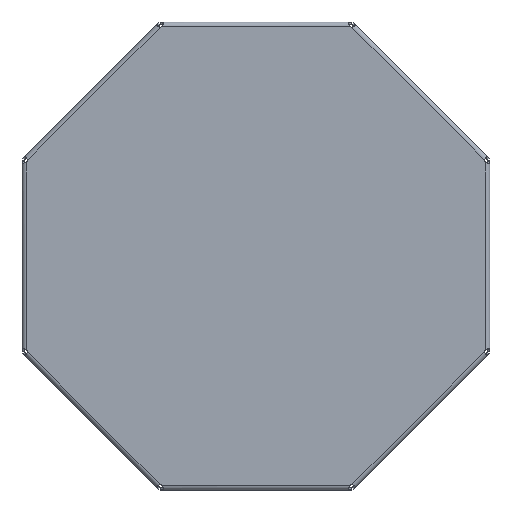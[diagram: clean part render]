
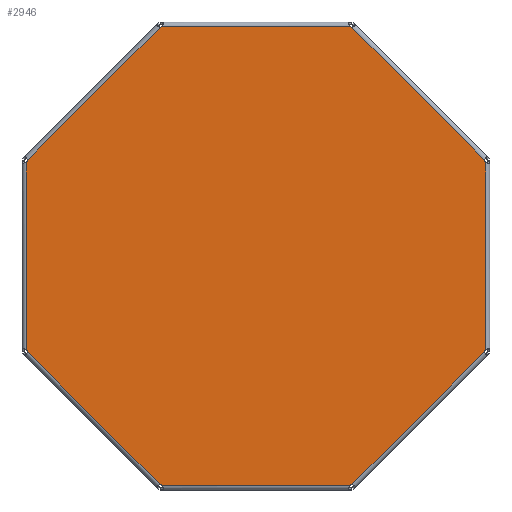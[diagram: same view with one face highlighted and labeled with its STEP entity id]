
A CAD part, top view. The second image highlights one B-rep face of the part: STEP entity #2946.
In plain terms, the highlighted planar face has unit normal (0, 0, 1).
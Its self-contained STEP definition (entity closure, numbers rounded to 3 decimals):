
#1536 = VERTEX_POINT('',#1537);
#1537 = CARTESIAN_POINT('',(-85.562,209.,0.));
#1905 = VERTEX_POINT('',#1906);
#1906 = CARTESIAN_POINT('',(85.562,209.,0.));
#2372 = EDGE_CURVE('',#1905,#1536,#2373,.T.);
#2373 = LINE('',#2374,#2375);
#2374 = CARTESIAN_POINT('',(86.571,209.,0.));
#2375 = VECTOR('',#2376,1.);
#2376 = DIRECTION('',(-1.,0.,0.));
#2390 = VERTEX_POINT('',#2391);
#2391 = CARTESIAN_POINT('',(-85.562,-209.,0.));
#2399 = VERTEX_POINT('',#2400);
#2400 = CARTESIAN_POINT('',(-87.284,-208.286,0.));
#2406 = EDGE_CURVE('',#2390,#2399,#2407,.T.);
#2407 = CIRCLE('',#2408,3.);
#2408 = AXIS2_PLACEMENT_3D('',#2409,#2410,#2411);
#2409 = CARTESIAN_POINT('',(-87.514,-211.278,0.));
#2410 = DIRECTION('',(0.,0.,1.));
#2411 = DIRECTION('',(1.,0.,0.));
#2470 = VERTEX_POINT('',#2471);
#2471 = CARTESIAN_POINT('',(-208.286,-87.284,0.));
#2479 = VERTEX_POINT('',#2480);
#2480 = CARTESIAN_POINT('',(-209.,-85.562,0.));
#2486 = EDGE_CURVE('',#2470,#2479,#2487,.T.);
#2487 = CIRCLE('',#2488,3.);
#2488 = AXIS2_PLACEMENT_3D('',#2489,#2490,#2491);
#2489 = CARTESIAN_POINT('',(-211.278,-87.514,0.));
#2490 = DIRECTION('',(0.,0.,1.));
#2491 = DIRECTION('',(1.,0.,0.));
#2541 = VERTEX_POINT('',#2542);
#2542 = CARTESIAN_POINT('',(-209.,85.562,0.));
#2550 = VERTEX_POINT('',#2551);
#2551 = CARTESIAN_POINT('',(-208.286,87.284,0.));
#2557 = EDGE_CURVE('',#2541,#2550,#2558,.T.);
#2558 = CIRCLE('',#2559,3.);
#2559 = AXIS2_PLACEMENT_3D('',#2560,#2561,#2562);
#2560 = CARTESIAN_POINT('',(-211.278,87.514,0.));
#2561 = DIRECTION('',(0.,0.,1.));
#2562 = DIRECTION('',(1.,0.,0.));
#2621 = VERTEX_POINT('',#2622);
#2622 = CARTESIAN_POINT('',(-87.284,208.286,0.));
#2630 = EDGE_CURVE('',#2621,#1536,#2631,.T.);
#2631 = CIRCLE('',#2632,3.);
#2632 = AXIS2_PLACEMENT_3D('',#2633,#2634,#2635);
#2633 = CARTESIAN_POINT('',(-87.514,211.278,0.));
#2634 = DIRECTION('',(0.,0.,1.));
#2635 = DIRECTION('',(1.,0.,0.));
#2648 = VERTEX_POINT('',#2649);
#2649 = CARTESIAN_POINT('',(87.284,208.286,0.));
#2655 = EDGE_CURVE('',#1905,#2648,#2656,.T.);
#2656 = CIRCLE('',#2657,3.);
#2657 = AXIS2_PLACEMENT_3D('',#2658,#2659,#2660);
#2658 = CARTESIAN_POINT('',(87.514,211.278,0.));
#2659 = DIRECTION('',(0.,0.,1.));
#2660 = DIRECTION('',(1.,0.,0.));
#2719 = VERTEX_POINT('',#2720);
#2720 = CARTESIAN_POINT('',(208.286,87.284,0.));
#2728 = VERTEX_POINT('',#2729);
#2729 = CARTESIAN_POINT('',(209.,85.562,0.));
#2735 = EDGE_CURVE('',#2719,#2728,#2736,.T.);
#2736 = CIRCLE('',#2737,3.);
#2737 = AXIS2_PLACEMENT_3D('',#2738,#2739,#2740);
#2738 = CARTESIAN_POINT('',(211.278,87.514,0.));
#2739 = DIRECTION('',(0.,0.,1.));
#2740 = DIRECTION('',(1.,0.,0.));
#2790 = VERTEX_POINT('',#2791);
#2791 = CARTESIAN_POINT('',(209.,-85.562,0.));
#2799 = VERTEX_POINT('',#2800);
#2800 = CARTESIAN_POINT('',(208.286,-87.284,0.));
#2806 = EDGE_CURVE('',#2790,#2799,#2807,.T.);
#2807 = CIRCLE('',#2808,3.);
#2808 = AXIS2_PLACEMENT_3D('',#2809,#2810,#2811);
#2809 = CARTESIAN_POINT('',(211.278,-87.514,0.));
#2810 = DIRECTION('',(0.,0.,1.));
#2811 = DIRECTION('',(1.,0.,0.));
#2870 = VERTEX_POINT('',#2871);
#2871 = CARTESIAN_POINT('',(87.284,-208.286,0.));
#2879 = VERTEX_POINT('',#2880);
#2880 = CARTESIAN_POINT('',(85.562,-209.,0.));
#2886 = EDGE_CURVE('',#2870,#2879,#2887,.T.);
#2887 = CIRCLE('',#2888,3.);
#2888 = AXIS2_PLACEMENT_3D('',#2889,#2890,#2891);
#2889 = CARTESIAN_POINT('',(87.514,-211.278,0.));
#2890 = DIRECTION('',(0.,0.,1.));
#2891 = DIRECTION('',(1.,0.,0.));
#2946 = ADVANCED_FACE('',(#2947),#3000,.T.);
#2947 = FACE_BOUND('',#2948,.T.);
#2948 = EDGE_LOOP('',(#2949,#2950,#2956,#2957,#2963,#2964,#2970,#2971,
    #2977,#2978,#2979,#2980,#2986,#2987,#2993,#2994));
#2949 = ORIENTED_EDGE('',*,*,#2406,.F.);
#2950 = ORIENTED_EDGE('',*,*,#2951,.T.);
#2951 = EDGE_CURVE('',#2390,#2879,#2952,.T.);
#2952 = LINE('',#2953,#2954);
#2953 = CARTESIAN_POINT('',(-86.571,-209.,0.));
#2954 = VECTOR('',#2955,1.);
#2955 = DIRECTION('',(1.,0.,0.));
#2956 = ORIENTED_EDGE('',*,*,#2886,.F.);
#2957 = ORIENTED_EDGE('',*,*,#2958,.T.);
#2958 = EDGE_CURVE('',#2870,#2799,#2959,.T.);
#2959 = LINE('',#2960,#2961);
#2960 = CARTESIAN_POINT('',(86.571,-209.,0.));
#2961 = VECTOR('',#2962,1.);
#2962 = DIRECTION('',(0.707,0.707,0.));
#2963 = ORIENTED_EDGE('',*,*,#2806,.F.);
#2964 = ORIENTED_EDGE('',*,*,#2965,.T.);
#2965 = EDGE_CURVE('',#2790,#2728,#2966,.T.);
#2966 = LINE('',#2967,#2968);
#2967 = CARTESIAN_POINT('',(209.,-86.571,0.));
#2968 = VECTOR('',#2969,1.);
#2969 = DIRECTION('',(0.,1.,0.));
#2970 = ORIENTED_EDGE('',*,*,#2735,.F.);
#2971 = ORIENTED_EDGE('',*,*,#2972,.T.);
#2972 = EDGE_CURVE('',#2719,#2648,#2973,.T.);
#2973 = LINE('',#2974,#2975);
#2974 = CARTESIAN_POINT('',(209.,86.571,0.));
#2975 = VECTOR('',#2976,1.);
#2976 = DIRECTION('',(-0.707,0.707,0.));
#2977 = ORIENTED_EDGE('',*,*,#2655,.F.);
#2978 = ORIENTED_EDGE('',*,*,#2372,.T.);
#2979 = ORIENTED_EDGE('',*,*,#2630,.F.);
#2980 = ORIENTED_EDGE('',*,*,#2981,.T.);
#2981 = EDGE_CURVE('',#2621,#2550,#2982,.T.);
#2982 = LINE('',#2983,#2984);
#2983 = CARTESIAN_POINT('',(-86.571,209.,0.));
#2984 = VECTOR('',#2985,1.);
#2985 = DIRECTION('',(-0.707,-0.707,0.));
#2986 = ORIENTED_EDGE('',*,*,#2557,.F.);
#2987 = ORIENTED_EDGE('',*,*,#2988,.T.);
#2988 = EDGE_CURVE('',#2541,#2479,#2989,.T.);
#2989 = LINE('',#2990,#2991);
#2990 = CARTESIAN_POINT('',(-209.,86.571,0.));
#2991 = VECTOR('',#2992,1.);
#2992 = DIRECTION('',(0.,-1.,0.));
#2993 = ORIENTED_EDGE('',*,*,#2486,.F.);
#2994 = ORIENTED_EDGE('',*,*,#2995,.T.);
#2995 = EDGE_CURVE('',#2470,#2399,#2996,.T.);
#2996 = LINE('',#2997,#2998);
#2997 = CARTESIAN_POINT('',(-209.,-86.571,0.));
#2998 = VECTOR('',#2999,1.);
#2999 = DIRECTION('',(0.707,-0.707,0.));
#3000 = PLANE('',#3001);
#3001 = AXIS2_PLACEMENT_3D('',#3002,#3003,#3004);
#3002 = CARTESIAN_POINT('',(0.,0.,0.));
#3003 = DIRECTION('',(0.,0.,1.));
#3004 = DIRECTION('',(1.,0.,0.));
